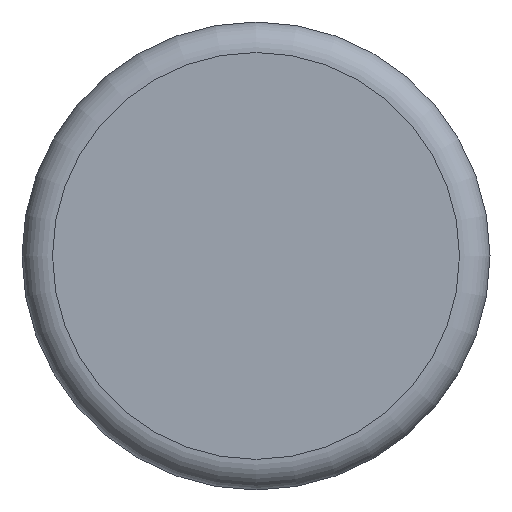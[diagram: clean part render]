
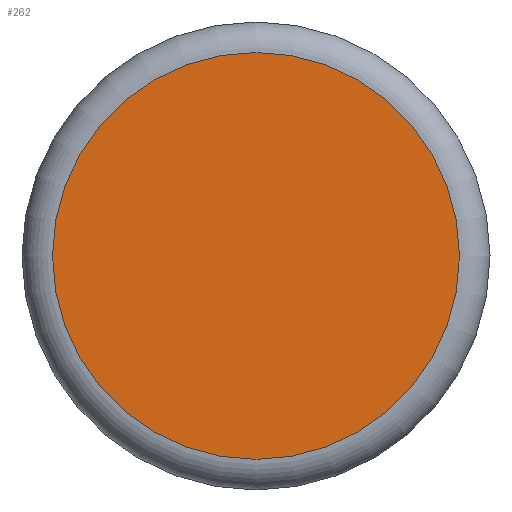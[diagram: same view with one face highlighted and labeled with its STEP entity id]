
A CAD part, top view. The second image highlights one B-rep face of the part: STEP entity #262.
In plain terms, the highlighted planar face has unit normal (0, 0, 1).
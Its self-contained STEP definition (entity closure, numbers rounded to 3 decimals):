
#262 = ADVANCED_FACE( '', ( #607 ), #608, .F. );
#607 = FACE_OUTER_BOUND( '', #1872, .T. );
#608 = PLANE( '', #1873 );
#1872 = EDGE_LOOP( '', ( #2550 ) );
#1873 = AXIS2_PLACEMENT_3D( '', #2551, #2552, #2553 );
#2550 = ORIENTED_EDGE( '', *, *, #3231, .T. );
#2551 = CARTESIAN_POINT( '', ( -11.5, 0., 55. ) );
#2552 = DIRECTION( '', ( 0., 0., -1. ) );
#2553 = DIRECTION( '', ( 0., -1., 0. ) );
#3231 = EDGE_CURVE( '', #3724, #3724, #3725, .F. );
#3724 = VERTEX_POINT( '', #4819 );
#3725 = CIRCLE( '', #4820, 9.991 );
#4819 = CARTESIAN_POINT( '', ( 0., -9.991, 55. ) );
#4820 = AXIS2_PLACEMENT_3D( '', #5365, #5366, #5367 );
#5365 = CARTESIAN_POINT( '', ( 0., 0., 55. ) );
#5366 = DIRECTION( '', ( 0., 0., -1. ) );
#5367 = DIRECTION( '', ( 0., -1., 0. ) );
